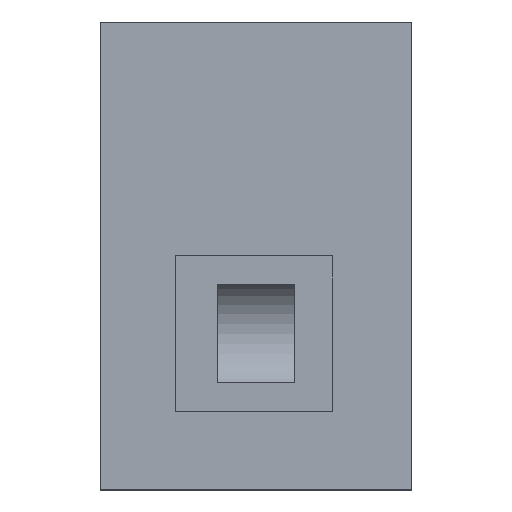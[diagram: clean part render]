
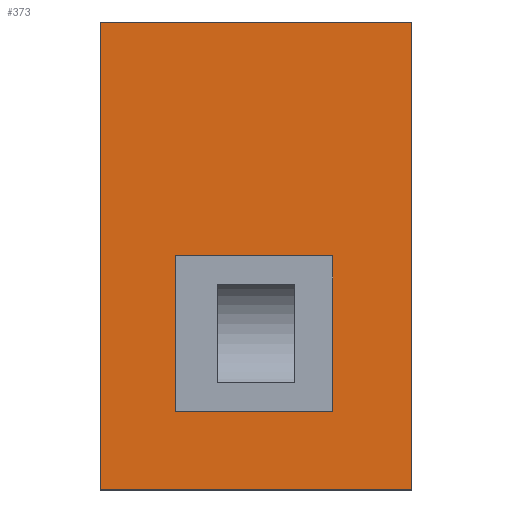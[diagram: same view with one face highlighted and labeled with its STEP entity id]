
A CAD part, top view. The second image highlights one B-rep face of the part: STEP entity #373.
In plain terms, the highlighted planar face has unit normal (0, 0, 1).
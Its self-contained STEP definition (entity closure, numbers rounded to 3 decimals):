
#22 = DIRECTION ( 'NONE',  ( 1., 0., 0. ) ) ;
#28 = EDGE_CURVE ( 'NONE', #406, #38, #100, .T. ) ;
#29 = CARTESIAN_POINT ( 'NONE',  ( -10.262, 0., 6. ) ) ;
#33 = ORIENTED_EDGE ( 'NONE', *, *, #505, .F. ) ;
#36 = LINE ( 'NONE', #486, #75 ) ;
#38 = VERTEX_POINT ( 'NONE', #429 ) ;
#40 = CARTESIAN_POINT ( 'NONE',  ( 0., -20., 6. ) ) ;
#43 = DIRECTION ( 'NONE',  ( 1., 0., 0. ) ) ;
#61 = VERTEX_POINT ( 'NONE', #226 ) ;
#66 = DIRECTION ( 'NONE',  ( 1., 0., 0. ) ) ;
#67 = DIRECTION ( 'NONE',  ( 0., 1., 0. ) ) ;
#75 = VECTOR ( 'NONE', #516, 1000. ) ;
#86 = LINE ( 'NONE', #40, #305 ) ;
#98 = CARTESIAN_POINT ( 'NONE',  ( 20., 10., 6. ) ) ;
#100 = LINE ( 'NONE', #98, #172 ) ;
#108 = LINE ( 'NONE', #399, #173 ) ;
#111 = LINE ( 'NONE', #280, #284 ) ;
#112 = ORIENTED_EDGE ( 'NONE', *, *, #465, .F. ) ;
#113 = LINE ( 'NONE', #29, #128 ) ;
#119 = EDGE_LOOP ( 'NONE', ( #392, #352, #33, #112 ) ) ;
#128 = VECTOR ( 'NONE', #277, 1000. ) ;
#143 = EDGE_CURVE ( 'NONE', #61, #208, #520, .T. ) ;
#144 = ORIENTED_EDGE ( 'NONE', *, *, #251, .T. ) ;
#159 = ORIENTED_EDGE ( 'NONE', *, *, #28, .T. ) ;
#160 = DIRECTION ( 'NONE',  ( -1., 0., 0. ) ) ;
#162 = VERTEX_POINT ( 'NONE', #437 ) ;
#172 = VECTOR ( 'NONE', #67, 1000. ) ;
#173 = VECTOR ( 'NONE', #160, 1000. ) ;
#187 = CARTESIAN_POINT ( 'NONE',  ( -20., -20., 6. ) ) ;
#200 = AXIS2_PLACEMENT_3D ( 'NONE', #370, #365, #66 ) ;
#204 = CARTESIAN_POINT ( 'NONE',  ( 9.87, 0., 6. ) ) ;
#206 = CARTESIAN_POINT ( 'NONE',  ( -20., 40., 6. ) ) ;
#208 = VERTEX_POINT ( 'NONE', #396 ) ;
#210 = PLANE ( 'NONE',  #200 ) ;
#226 = CARTESIAN_POINT ( 'NONE',  ( -10.262, -10., 6. ) ) ;
#243 = VECTOR ( 'NONE', #22, 1000. ) ;
#248 = ORIENTED_EDGE ( 'NONE', *, *, #299, .T. ) ;
#251 = EDGE_CURVE ( 'NONE', #38, #408, #111, .T. ) ;
#269 = EDGE_CURVE ( 'NONE', #208, #400, #374, .T. ) ;
#277 = DIRECTION ( 'NONE',  ( 0., -1., 0. ) ) ;
#279 = EDGE_LOOP ( 'NONE', ( #426, #248, #159, #144 ) ) ;
#280 = CARTESIAN_POINT ( 'NONE',  ( 0., 40., 6. ) ) ;
#284 = VECTOR ( 'NONE', #510, 1000. ) ;
#287 = FACE_BOUND ( 'NONE', #119, .T. ) ;
#299 = EDGE_CURVE ( 'NONE', #379, #406, #86, .T. ) ;
#305 = VECTOR ( 'NONE', #43, 1000. ) ;
#352 = ORIENTED_EDGE ( 'NONE', *, *, #143, .F. ) ;
#365 = DIRECTION ( 'NONE',  ( 0., 0., 1. ) ) ;
#366 = DIRECTION ( 'NONE',  ( 0., 1., 0. ) ) ;
#370 = CARTESIAN_POINT ( 'NONE',  ( 0., 0., 6. ) ) ;
#373 = ADVANCED_FACE ( 'NONE', ( #287, #411 ), #210, .T. ) ;
#374 = LINE ( 'NONE', #204, #453 ) ;
#379 = VERTEX_POINT ( 'NONE', #187 ) ;
#392 = ORIENTED_EDGE ( 'NONE', *, *, #269, .F. ) ;
#396 = CARTESIAN_POINT ( 'NONE',  ( 9.87, -10., 6. ) ) ;
#399 = CARTESIAN_POINT ( 'NONE',  ( -0.196, 10., 6. ) ) ;
#400 = VERTEX_POINT ( 'NONE', #407 ) ;
#406 = VERTEX_POINT ( 'NONE', #443 ) ;
#407 = CARTESIAN_POINT ( 'NONE',  ( 9.87, 10., 6. ) ) ;
#408 = VERTEX_POINT ( 'NONE', #206 ) ;
#411 = FACE_OUTER_BOUND ( 'NONE', #279, .T. ) ;
#426 = ORIENTED_EDGE ( 'NONE', *, *, #459, .T. ) ;
#429 = CARTESIAN_POINT ( 'NONE',  ( 20., 40., 6. ) ) ;
#437 = CARTESIAN_POINT ( 'NONE',  ( -10.262, 10., 6. ) ) ;
#443 = CARTESIAN_POINT ( 'NONE',  ( 20., -20., 6. ) ) ;
#453 = VECTOR ( 'NONE', #366, 1000. ) ;
#459 = EDGE_CURVE ( 'NONE', #408, #379, #36, .T. ) ;
#465 = EDGE_CURVE ( 'NONE', #400, #162, #108, .T. ) ;
#486 = CARTESIAN_POINT ( 'NONE',  ( -20., 10., 6. ) ) ;
#505 = EDGE_CURVE ( 'NONE', #162, #61, #113, .T. ) ;
#510 = DIRECTION ( 'NONE',  ( -1., 0., 0. ) ) ;
#516 = DIRECTION ( 'NONE',  ( 0., -1., 0. ) ) ;
#520 = LINE ( 'NONE', #523, #243 ) ;
#523 = CARTESIAN_POINT ( 'NONE',  ( -0.196, -10., 6. ) ) ;
